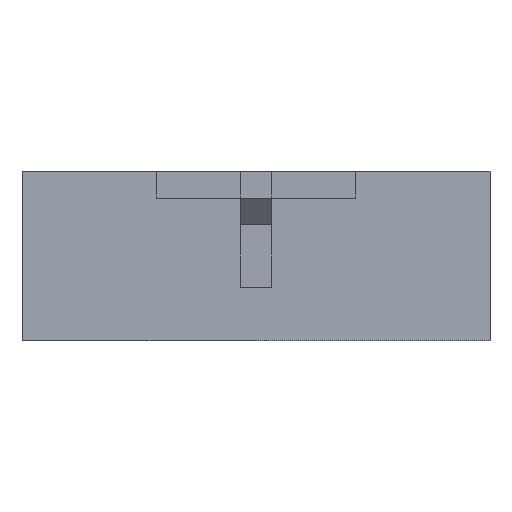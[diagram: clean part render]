
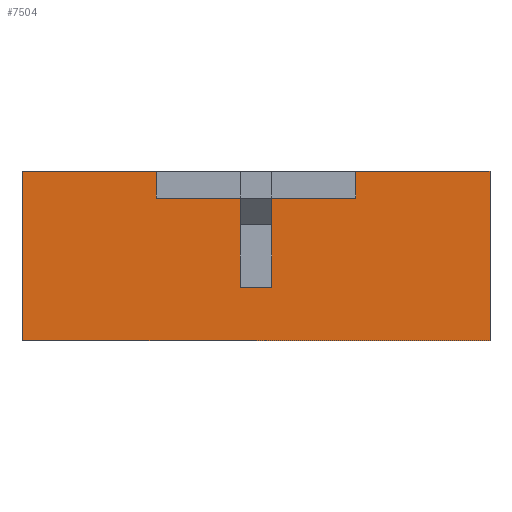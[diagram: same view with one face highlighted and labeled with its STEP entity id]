
A CAD part, left-side view. The second image highlights one B-rep face of the part: STEP entity #7504.
In plain terms, the highlighted planar face has unit normal (-1, 0, 0).
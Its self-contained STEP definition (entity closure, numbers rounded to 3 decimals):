
#32 = VERTEX_POINT('',#33);
#33 = CARTESIAN_POINT('',(-19.8,-0.7,
    -1.4));
#39 = EDGE_CURVE('',#40,#32,#42,.T.);
#40 = VERTEX_POINT('',#41);
#41 = CARTESIAN_POINT('',(-19.8,-0.7,2.6
    ));
#42 = LINE('',#43,#44);
#43 = CARTESIAN_POINT('',(-19.8,-0.7,2.6
    ));
#44 = VECTOR('',#45,1.);
#45 = DIRECTION('',(0.,0.,-1.));
#70 = EDGE_CURVE('',#71,#40,#73,.T.);
#71 = VERTEX_POINT('',#72);
#72 = CARTESIAN_POINT('',(-19.8,-4.475,2.6
    ));
#73 = LINE('',#74,#75);
#74 = CARTESIAN_POINT('',(-19.8,-4.475,2.6
    ));
#75 = VECTOR('',#76,1.);
#76 = DIRECTION('',(0.,1.,0.));
#149 = VERTEX_POINT('',#150);
#150 = CARTESIAN_POINT('',(-19.8,-4.475,
    3.8));
#156 = EDGE_CURVE('',#157,#149,#159,.T.);
#157 = VERTEX_POINT('',#158);
#158 = CARTESIAN_POINT('',(-19.8,-10.5,3.8));
#159 = LINE('',#160,#161);
#160 = CARTESIAN_POINT('',(-19.8,-10.5,3.8));
#161 = VECTOR('',#162,1.);
#162 = DIRECTION('',(0.,1.,0.));
#261 = VERTEX_POINT('',#262);
#262 = CARTESIAN_POINT('',(-19.8,10.5,3.8));
#268 = EDGE_CURVE('',#269,#261,#271,.T.);
#269 = VERTEX_POINT('',#270);
#270 = CARTESIAN_POINT('',(-19.8,4.475,3.8
    ));
#271 = LINE('',#272,#273);
#272 = CARTESIAN_POINT('',(-19.8,4.475,3.8
    ));
#273 = VECTOR('',#274,1.);
#274 = DIRECTION('',(0.,1.,0.));
#6525 = VERTEX_POINT('',#6526);
#6526 = CARTESIAN_POINT('',(-19.8,-10.5,-3.8));
#6532 = EDGE_CURVE('',#6533,#6525,#6535,.T.);
#6533 = VERTEX_POINT('',#6534);
#6534 = CARTESIAN_POINT('',(-19.8,10.5,-3.8));
#6535 = LINE('',#6536,#6537);
#6536 = CARTESIAN_POINT('',(-19.8,10.5,-3.8));
#6537 = VECTOR('',#6538,1.);
#6538 = DIRECTION('',(0.,-1.,0.));
#7325 = VERTEX_POINT('',#7326);
#7326 = CARTESIAN_POINT('',(-19.8,4.475,
    2.6));
#7332 = EDGE_CURVE('',#7333,#7325,#7335,.T.);
#7333 = VERTEX_POINT('',#7334);
#7334 = CARTESIAN_POINT('',(-19.8,0.7,
    2.6));
#7335 = LINE('',#7336,#7337);
#7336 = CARTESIAN_POINT('',(-19.8,0.7,
    2.6));
#7337 = VECTOR('',#7338,1.);
#7338 = DIRECTION('',(0.,1.,0.));
#7355 = EDGE_CURVE('',#7325,#269,#7356,.T.);
#7356 = LINE('',#7357,#7358);
#7357 = CARTESIAN_POINT('',(-19.8,4.475,
    2.6));
#7358 = VECTOR('',#7359,1.);
#7359 = DIRECTION('',(0.,0.,1.));
#7504 = ADVANCED_FACE('',(#7505),#7546,.T.);
#7505 = FACE_BOUND('',#7506,.T.);
#7506 = EDGE_LOOP('',(#7507,#7508,#7509,#7517,#7523,#7524,#7525,#7526,
    #7532,#7533,#7539,#7540));
#7507 = ORIENTED_EDGE('',*,*,#70,.T.);
#7508 = ORIENTED_EDGE('',*,*,#39,.T.);
#7509 = ORIENTED_EDGE('',*,*,#7510,.T.);
#7510 = EDGE_CURVE('',#32,#7511,#7513,.T.);
#7511 = VERTEX_POINT('',#7512);
#7512 = CARTESIAN_POINT('',(-19.8,0.7,
    -1.4));
#7513 = LINE('',#7514,#7515);
#7514 = CARTESIAN_POINT('',(-19.8,-0.7,
    -1.4));
#7515 = VECTOR('',#7516,1.);
#7516 = DIRECTION('',(0.,1.,0.));
#7517 = ORIENTED_EDGE('',*,*,#7518,.T.);
#7518 = EDGE_CURVE('',#7511,#7333,#7519,.T.);
#7519 = LINE('',#7520,#7521);
#7520 = CARTESIAN_POINT('',(-19.8,0.7,
    -1.4));
#7521 = VECTOR('',#7522,1.);
#7522 = DIRECTION('',(0.,0.,1.));
#7523 = ORIENTED_EDGE('',*,*,#7332,.T.);
#7524 = ORIENTED_EDGE('',*,*,#7355,.T.);
#7525 = ORIENTED_EDGE('',*,*,#268,.T.);
#7526 = ORIENTED_EDGE('',*,*,#7527,.T.);
#7527 = EDGE_CURVE('',#261,#6533,#7528,.T.);
#7528 = LINE('',#7529,#7530);
#7529 = CARTESIAN_POINT('',(-19.8,10.5,3.8));
#7530 = VECTOR('',#7531,1.);
#7531 = DIRECTION('',(0.,0.,-1.));
#7532 = ORIENTED_EDGE('',*,*,#6532,.T.);
#7533 = ORIENTED_EDGE('',*,*,#7534,.T.);
#7534 = EDGE_CURVE('',#6525,#157,#7535,.T.);
#7535 = LINE('',#7536,#7537);
#7536 = CARTESIAN_POINT('',(-19.8,-10.5,-3.8));
#7537 = VECTOR('',#7538,1.);
#7538 = DIRECTION('',(0.,0.,1.));
#7539 = ORIENTED_EDGE('',*,*,#156,.T.);
#7540 = ORIENTED_EDGE('',*,*,#7541,.T.);
#7541 = EDGE_CURVE('',#149,#71,#7542,.T.);
#7542 = LINE('',#7543,#7544);
#7543 = CARTESIAN_POINT('',(-19.8,-4.475,
    3.8));
#7544 = VECTOR('',#7545,1.);
#7545 = DIRECTION('',(0.,0.,-1.));
#7546 = PLANE('',#7547);
#7547 = AXIS2_PLACEMENT_3D('',#7548,#7549,#7550);
#7548 = CARTESIAN_POINT('',(-19.8,0.,-0.057));
#7549 = DIRECTION('',(-1.,-0.,-0.));
#7550 = DIRECTION('',(0.,0.,-1.));
